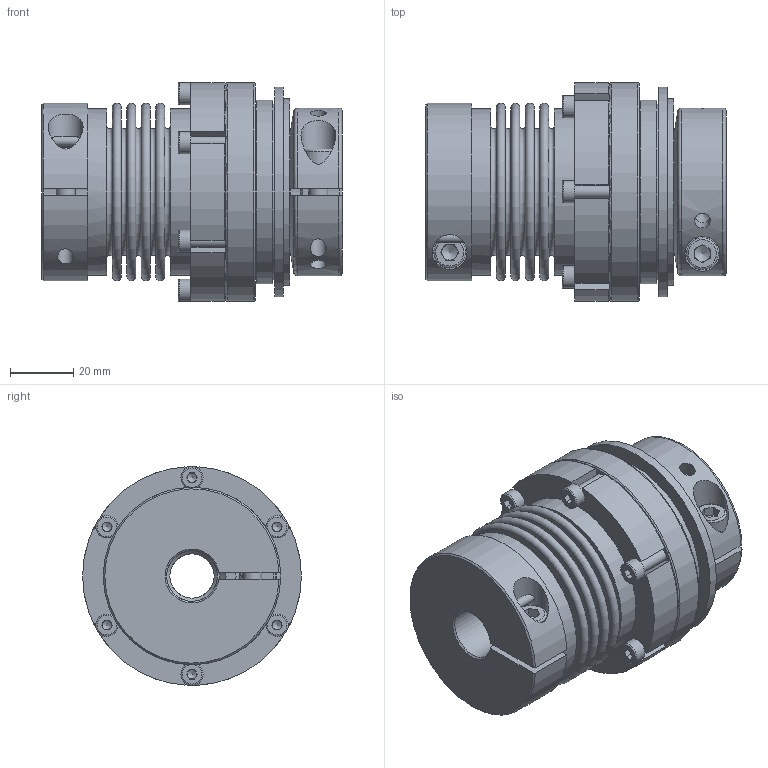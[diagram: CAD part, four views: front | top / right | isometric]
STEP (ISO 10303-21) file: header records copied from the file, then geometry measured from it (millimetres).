
FILE_DESCRIPTION( ( 'Unknown' ), '1' );
FILE_NAME( 'SKB-KP 45.stp', 'Unknown', ( 'Unknown' ), ( 'Unknown' ), 'PSStep 10.1', 'Unknown', ' ' );
FILE_SCHEMA( ( 'AUTOMOTIVE_DESIGN { 1 0 10303 214 1 1 1 1 }' ) );
Length unit declared in the file: millimetre
Products named in the file (1): KT102464
Bounding box: 94.74 x 69 x 69 mm (x, y, z)
Volume: 175080.8 mm3; surface area: 77519.1 mm2
Topology: 1 solids, 3 shells, 446 faces, 1198 edges, 766 vertices
Faces by surface type: plane 235, cylinder 93, torus 75, cone 31, sphere 12
Full cylindrical faces by diameter (mm): 2 x2, 3.3 x7, 4 x6, 5 x5, 6 x2, 6.5 x1, 6.6 x1, 7 x6, 10 x2, 11 x2, 14 x1, 17.5 x1, 28.6 x1, 29.8 x1, 30 x2, 35 x1, 36 x1, 38 x1, 38.2 x2, 47.1 x2, 52.6 x2, 55 x3, 55.5 x2, 58 x1, 59 x1, 66 x1, 69 x1
Entity records: 17920 total; most frequent: CARTESIAN_POINT 4055, DIRECTION 2152, ORIENTED_EDGE 1970, EDGE_CURVE 985, AXIS2_PLACEMENT_3D 866, VERTEX_POINT 691, EDGE_LOOP 644, FACE_OUTER_BOUND 531
